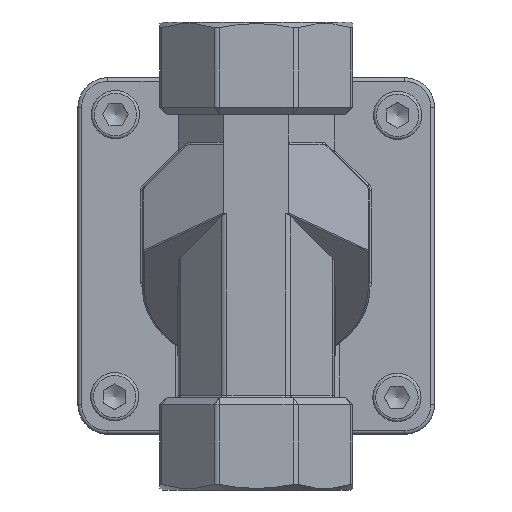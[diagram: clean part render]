
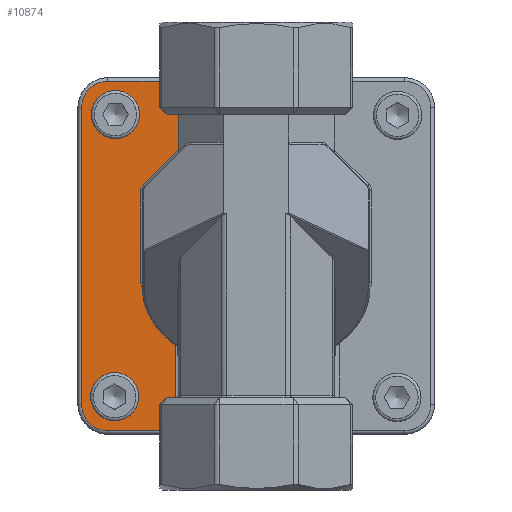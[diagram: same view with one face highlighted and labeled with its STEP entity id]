
A CAD part, front view. The second image highlights one B-rep face of the part: STEP entity #10874.
In plain terms, the highlighted planar face has unit normal (0, -1, 0).
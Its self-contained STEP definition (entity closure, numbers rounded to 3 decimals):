
#356=B_SPLINE_CURVE_WITH_KNOTS('',3,(#16388,#16389,#16390,#16391),
 .UNSPECIFIED.,.F.,.F.,(4,4),(-3.108,-1.56),
 .UNSPECIFIED.);
#357=B_SPLINE_CURVE_WITH_KNOTS('',3,(#16393,#16394,#16395,#16396,#16397),
 .UNSPECIFIED.,.F.,.F.,(4,1,4),(-0.309,-0.132,-0.026),
 .UNSPECIFIED.);
#510=PLANE('',#11730);
#826=LINE('',#16368,#1691);
#827=LINE('',#16382,#1692);
#829=LINE('',#16399,#1694);
#830=LINE('',#16403,#1695);
#831=LINE('',#16407,#1696);
#832=LINE('',#16409,#1697);
#833=LINE('',#16411,#1698);
#834=LINE('',#16413,#1699);
#835=LINE('',#16415,#1700);
#836=LINE('',#16417,#1701);
#837=LINE('',#16421,#1702);
#1691=VECTOR('',#12941,10.);
#1692=VECTOR('',#12948,10.);
#1694=VECTOR('',#12954,10.);
#1695=VECTOR('',#12957,10.);
#1696=VECTOR('',#12960,10.);
#1697=VECTOR('',#12961,10.);
#1698=VECTOR('',#12962,10.);
#1699=VECTOR('',#12963,10.);
#1700=VECTOR('',#12964,10.);
#1701=VECTOR('',#12965,10.);
#1702=VECTOR('',#12968,10.);
#2741=FACE_OUTER_BOUND('',#3392,.T.);
#3392=EDGE_LOOP('',(#7260,#7261,#7262,#7263,#7264,#7265,#7266,#7267,#7268,
#7269,#7270,#7271,#7272,#7273,#7274,#7275,#7276));
#4104=CIRCLE('',#11731,2.5);
#4105=CIRCLE('',#11732,2.5);
#4106=CIRCLE('',#11733,7.);
#4107=CIRCLE('',#11734,7.);
#4606=VERTEX_POINT('',#16308);
#4611=VERTEX_POINT('',#16364);
#4613=VERTEX_POINT('',#16381);
#4615=VERTEX_POINT('',#16387);
#4616=VERTEX_POINT('',#16392);
#4617=VERTEX_POINT('',#16398);
#4618=VERTEX_POINT('',#16400);
#4619=VERTEX_POINT('',#16402);
#4620=VERTEX_POINT('',#16404);
#4621=VERTEX_POINT('',#16406);
#4622=VERTEX_POINT('',#16408);
#4623=VERTEX_POINT('',#16410);
#4624=VERTEX_POINT('',#16412);
#4625=VERTEX_POINT('',#16414);
#4626=VERTEX_POINT('',#16416);
#4627=VERTEX_POINT('',#16418);
#4628=VERTEX_POINT('',#16420);
#5619=EDGE_CURVE('',#4606,#4611,#826,.T.);
#5622=EDGE_CURVE('',#4611,#4613,#827,.T.);
#5625=EDGE_CURVE('',#4615,#4606,#356,.T.);
#5626=EDGE_CURVE('',#4616,#4615,#357,.T.);
#5627=EDGE_CURVE('',#4617,#4616,#829,.T.);
#5628=EDGE_CURVE('',#4618,#4617,#4104,.T.);
#5629=EDGE_CURVE('',#4619,#4618,#830,.T.);
#5630=EDGE_CURVE('',#4620,#4619,#4105,.T.);
#5631=EDGE_CURVE('',#4621,#4620,#831,.T.);
#5632=EDGE_CURVE('',#4621,#4622,#832,.T.);
#5633=EDGE_CURVE('',#4622,#4623,#833,.T.);
#5634=EDGE_CURVE('',#4624,#4623,#834,.F.);
#5635=EDGE_CURVE('',#4624,#4625,#835,.T.);
#5636=EDGE_CURVE('',#4626,#4625,#836,.T.);
#5637=EDGE_CURVE('',#4627,#4626,#4106,.T.);
#5638=EDGE_CURVE('',#4628,#4627,#837,.T.);
#5639=EDGE_CURVE('',#4613,#4628,#4107,.T.);
#7260=ORIENTED_EDGE('',*,*,#5619,.F.);
#7261=ORIENTED_EDGE('',*,*,#5625,.F.);
#7262=ORIENTED_EDGE('',*,*,#5626,.F.);
#7263=ORIENTED_EDGE('',*,*,#5627,.F.);
#7264=ORIENTED_EDGE('',*,*,#5628,.F.);
#7265=ORIENTED_EDGE('',*,*,#5629,.F.);
#7266=ORIENTED_EDGE('',*,*,#5630,.F.);
#7267=ORIENTED_EDGE('',*,*,#5631,.F.);
#7268=ORIENTED_EDGE('',*,*,#5632,.T.);
#7269=ORIENTED_EDGE('',*,*,#5633,.T.);
#7270=ORIENTED_EDGE('',*,*,#5634,.F.);
#7271=ORIENTED_EDGE('',*,*,#5635,.T.);
#7272=ORIENTED_EDGE('',*,*,#5636,.F.);
#7273=ORIENTED_EDGE('',*,*,#5637,.F.);
#7274=ORIENTED_EDGE('',*,*,#5638,.F.);
#7275=ORIENTED_EDGE('',*,*,#5639,.F.);
#7276=ORIENTED_EDGE('',*,*,#5622,.F.);
#10874=ADVANCED_FACE('',(#2741),#510,.F.);
#11730=AXIS2_PLACEMENT_3D('',#16386,#12952,#12953);
#11731=AXIS2_PLACEMENT_3D('',#16401,#12955,#12956);
#11732=AXIS2_PLACEMENT_3D('',#16405,#12958,#12959);
#11733=AXIS2_PLACEMENT_3D('',#16419,#12966,#12967);
#11734=AXIS2_PLACEMENT_3D('',#16422,#12969,#12970);
#12941=DIRECTION('',(0.,0.,-1.));
#12948=DIRECTION('',(-1.,0.,0.));
#12952=DIRECTION('center_axis',(0.,1.,0.));
#12953=DIRECTION('ref_axis',(0.,0.,1.));
#12954=DIRECTION('',(0.,0.,-1.));
#12955=DIRECTION('center_axis',(0.,-1.,0.));
#12956=DIRECTION('ref_axis',(-0.924,0.,0.383));
#12957=DIRECTION('',(-0.707,0.,-0.707));
#12958=DIRECTION('center_axis',(0.,-1.,0.));
#12959=DIRECTION('ref_axis',(-0.383,0.,0.924));
#12960=DIRECTION('',(-1.,0.,0.));
#12961=DIRECTION('',(0.,0.,1.));
#12962=DIRECTION('',(-1.,0.,0.));
#12963=DIRECTION('',(-0.816,0.,0.577));
#12964=DIRECTION('',(0.,0.,1.));
#12965=DIRECTION('',(1.,0.,0.));
#12966=DIRECTION('center_axis',(0.,1.,0.));
#12967=DIRECTION('ref_axis',(-0.707,0.,0.707));
#12968=DIRECTION('',(0.,0.,1.));
#12969=DIRECTION('center_axis',(0.,1.,0.));
#12970=DIRECTION('ref_axis',(-0.707,0.,-0.707));
#16308=CARTESIAN_POINT('',(-21.653,21.,-22.389));
#16364=CARTESIAN_POINT('',(-21.653,21.,-47.));
#16368=CARTESIAN_POINT('',(-21.653,21.,-9.656));
#16381=CARTESIAN_POINT('',(-40.,21.,-47.));
#16382=CARTESIAN_POINT('',(24.,21.,-47.));
#16386=CARTESIAN_POINT('Origin',(0.,21.,0.));
#16387=CARTESIAN_POINT('',(-29.702,21.,-9.346));
#16388=CARTESIAN_POINT('Ctrl Pts',(-29.702,21.,-9.346));
#16389=CARTESIAN_POINT('Ctrl Pts',(-28.154,21.,-14.27));
#16390=CARTESIAN_POINT('Ctrl Pts',(-25.359,21.,-18.796));
#16391=CARTESIAN_POINT('Ctrl Pts',(-21.653,21.,-22.389));
#16392=CARTESIAN_POINT('',(-31.136,21.,-7.085));
#16393=CARTESIAN_POINT('Ctrl Pts',(-31.136,21.,-7.085));
#16394=CARTESIAN_POINT('Ctrl Pts',(-31.136,21.,-7.673));
#16395=CARTESIAN_POINT('Ctrl Pts',(-30.789,21.,-8.611));
#16396=CARTESIAN_POINT('Ctrl Pts',(-30.022,21.,-9.195));
#16397=CARTESIAN_POINT('Ctrl Pts',(-29.702,21.,-9.346));
#16398=CARTESIAN_POINT('',(-31.136,21.,17.518));
#16399=CARTESIAN_POINT('',(-31.136,21.,9.173));
#16400=CARTESIAN_POINT('',(-30.404,21.,19.286));
#16401=CARTESIAN_POINT('Origin',(-28.636,21.,17.518));
#16402=CARTESIAN_POINT('',(-19.286,21.,30.404));
#16403=CARTESIAN_POINT('',(-21.773,21.,27.917));
#16404=CARTESIAN_POINT('',(-17.518,21.,31.136));
#16405=CARTESIAN_POINT('Origin',(-17.518,21.,28.636));
#16406=CARTESIAN_POINT('',(-8.698,21.,31.136));
#16407=CARTESIAN_POINT('',(9.173,21.,31.136));
#16408=CARTESIAN_POINT('',(-8.698,21.,38.));
#16409=CARTESIAN_POINT('',(-8.698,21.,0.));
#16410=CARTESIAN_POINT('',(-12.941,21.,38.));
#16411=CARTESIAN_POINT('',(0.,21.,38.));
#16412=CARTESIAN_POINT('',(-15.77,21.,40.));
#16413=CARTESIAN_POINT('',(-2.754,21.,30.797));
#16414=CARTESIAN_POINT('',(-15.77,21.,47.));
#16415=CARTESIAN_POINT('',(-15.77,21.,31.5));
#16416=CARTESIAN_POINT('',(-40.,21.,47.));
#16417=CARTESIAN_POINT('',(-24.,21.,47.));
#16418=CARTESIAN_POINT('',(-47.,21.,40.));
#16419=CARTESIAN_POINT('Origin',(-40.,21.,40.));
#16420=CARTESIAN_POINT('',(-47.,21.,-40.));
#16421=CARTESIAN_POINT('',(-47.,21.,-24.));
#16422=CARTESIAN_POINT('Origin',(-40.,21.,-40.));
